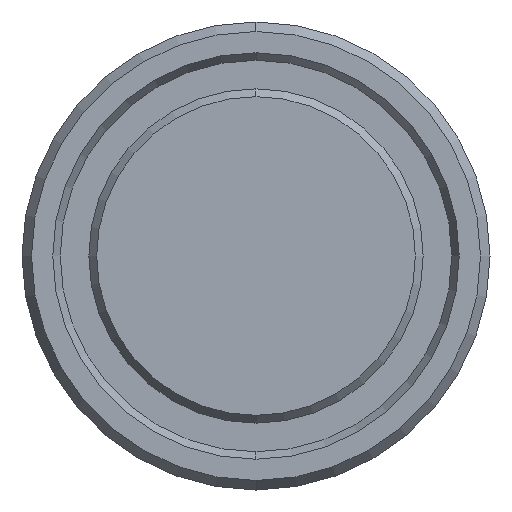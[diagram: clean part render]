
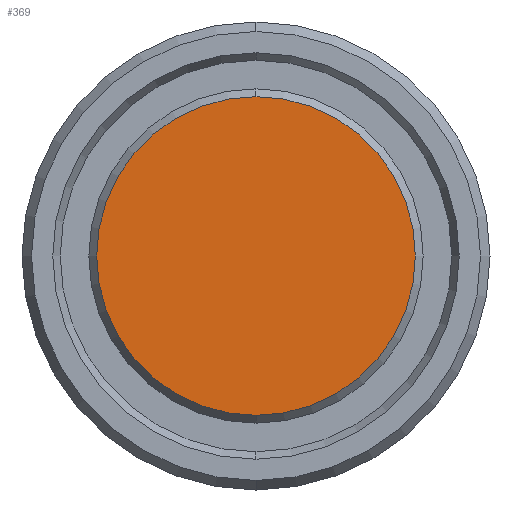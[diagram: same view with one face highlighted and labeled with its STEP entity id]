
A CAD part, left-side view. The second image highlights one B-rep face of the part: STEP entity #369.
In plain terms, the highlighted planar face has unit normal (-1, 0, 0).
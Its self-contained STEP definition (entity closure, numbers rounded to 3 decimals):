
#1 = DIRECTION ( 'NONE',  ( 1., 0., 0. ) ) ;
#13 = DIRECTION ( 'NONE',  ( -1., 0., 0. ) ) ;
#26 = DIRECTION ( 'NONE',  ( -1., 0., 0. ) ) ;
#46 = FACE_OUTER_BOUND ( 'NONE', #287, .T. ) ;
#55 = DIRECTION ( 'NONE',  ( 0., 0., 1. ) ) ;
#90 = EDGE_CURVE ( 'NONE', #307, #510, #609, .T. ) ;
#111 = CARTESIAN_POINT ( 'NONE',  ( -1.079, 0., 16.684 ) ) ;
#149 = PLANE ( 'NONE',  #352 ) ;
#169 = DIRECTION ( 'NONE',  ( 0., 0., 1. ) ) ;
#263 = DIRECTION ( 'NONE',  ( 0., 0., -1. ) ) ;
#287 = EDGE_LOOP ( 'NONE', ( #403, #330 ) ) ;
#307 = VERTEX_POINT ( 'NONE', #308 ) ;
#308 = CARTESIAN_POINT ( 'NONE',  ( -1.079, 0., -16.684 ) ) ;
#330 = ORIENTED_EDGE ( 'NONE', *, *, #541, .T. ) ;
#352 = AXIS2_PLACEMENT_3D ( 'NONE', #460, #1, #263 ) ;
#369 = ADVANCED_FACE ( 'NONE', ( #46 ), #149, .F. ) ;
#403 = ORIENTED_EDGE ( 'NONE', *, *, #90, .T. ) ;
#427 = CARTESIAN_POINT ( 'NONE',  ( -1.079, 0., 0. ) ) ;
#460 = CARTESIAN_POINT ( 'NONE',  ( -1.079, 0., 0. ) ) ;
#465 = CARTESIAN_POINT ( 'NONE',  ( -1.079, 0., 0. ) ) ;
#510 = VERTEX_POINT ( 'NONE', #111 ) ;
#541 = EDGE_CURVE ( 'NONE', #510, #307, #592, .T. ) ;
#592 = CIRCLE ( 'NONE', #621, 16.684 ) ;
#609 = CIRCLE ( 'NONE', #655, 16.684 ) ;
#621 = AXIS2_PLACEMENT_3D ( 'NONE', #427, #26, #169 ) ;
#655 = AXIS2_PLACEMENT_3D ( 'NONE', #465, #13, #55 ) ;
